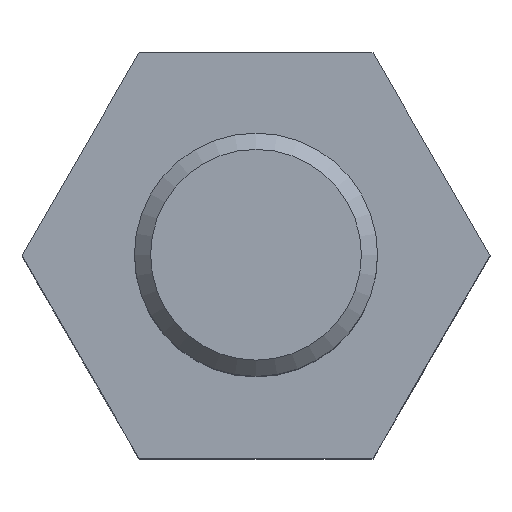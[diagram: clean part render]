
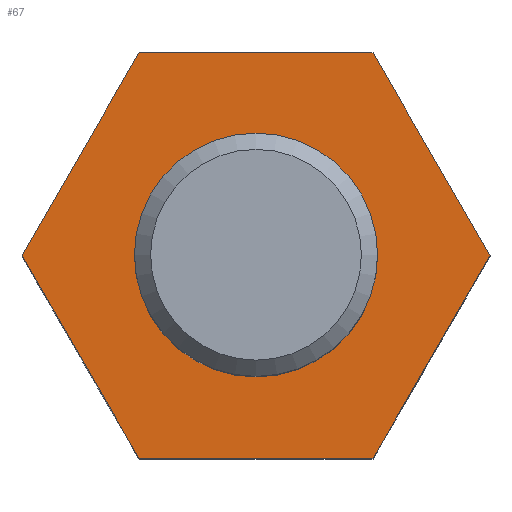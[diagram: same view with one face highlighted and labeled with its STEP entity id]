
A CAD part, top view. The second image highlights one B-rep face of the part: STEP entity #67.
In plain terms, the highlighted planar face has unit normal (0, 0, 1).
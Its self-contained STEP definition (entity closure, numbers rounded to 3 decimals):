
#67 = ADVANCED_FACE( '', ( #147, #148 ), #149, .T. );
#147 = FACE_BOUND( '', #241, .T. );
#148 = FACE_OUTER_BOUND( '', #242, .T. );
#149 = PLANE( '', #243 );
#241 = EDGE_LOOP( '', ( #357 ) );
#242 = EDGE_LOOP( '', ( #358, #359, #360, #361, #362, #363 ) );
#243 = AXIS2_PLACEMENT_3D( '', #364, #365, #366 );
#357 = ORIENTED_EDGE( '', *, *, #512, .T. );
#358 = ORIENTED_EDGE( '', *, *, #486, .T. );
#359 = ORIENTED_EDGE( '', *, *, #513, .T. );
#360 = ORIENTED_EDGE( '', *, *, #514, .T. );
#361 = ORIENTED_EDGE( '', *, *, #515, .T. );
#362 = ORIENTED_EDGE( '', *, *, #516, .T. );
#363 = ORIENTED_EDGE( '', *, *, #517, .T. );
#364 = CARTESIAN_POINT( '', ( 0., 0., 15. ) );
#365 = DIRECTION( '', ( 0., 0., 1. ) );
#366 = DIRECTION( '', ( 1., 0., 0. ) );
#486 = EDGE_CURVE( '', #558, #556, #559, .T. );
#512 = EDGE_CURVE( '', #600, #600, #601, .F. );
#513 = EDGE_CURVE( '', #556, #602, #603, .T. );
#514 = EDGE_CURVE( '', #602, #604, #605, .T. );
#515 = EDGE_CURVE( '', #604, #606, #607, .T. );
#516 = EDGE_CURVE( '', #606, #608, #609, .T. );
#517 = EDGE_CURVE( '', #608, #558, #610, .T. );
#556 = VERTEX_POINT( '', #658 );
#558 = VERTEX_POINT( '', #661 );
#559 = LINE( '', #662, #663 );
#600 = VERTEX_POINT( '', #748 );
#601 = CIRCLE( '', #749, 2.792 );
#602 = VERTEX_POINT( '', #750 );
#603 = LINE( '', #751, #752 );
#604 = VERTEX_POINT( '', #753 );
#605 = LINE( '', #754, #755 );
#606 = VERTEX_POINT( '', #756 );
#607 = LINE( '', #757, #758 );
#608 = VERTEX_POINT( '', #759 );
#609 = LINE( '', #760, #761 );
#610 = LINE( '', #762, #763 );
#658 = CARTESIAN_POINT( '', ( -2.887, 5., 15. ) );
#661 = CARTESIAN_POINT( '', ( 2.887, 5., 15. ) );
#662 = CARTESIAN_POINT( '', ( 2.887, 5., 15. ) );
#663 = VECTOR( '', #832, 1000. );
#748 = CARTESIAN_POINT( '', ( 2.792, 0., 15. ) );
#749 = AXIS2_PLACEMENT_3D( '', #861, #862, #863 );
#750 = CARTESIAN_POINT( '', ( -5.774, 0., 15. ) );
#751 = CARTESIAN_POINT( '', ( -2.887, 5., 15. ) );
#752 = VECTOR( '', #864, 1000. );
#753 = CARTESIAN_POINT( '', ( -2.887, -5., 15. ) );
#754 = CARTESIAN_POINT( '', ( -5.774, 0., 15. ) );
#755 = VECTOR( '', #865, 1000. );
#756 = CARTESIAN_POINT( '', ( 2.887, -5., 15. ) );
#757 = CARTESIAN_POINT( '', ( -2.887, -5., 15. ) );
#758 = VECTOR( '', #866, 1000. );
#759 = CARTESIAN_POINT( '', ( 5.774, 0., 15. ) );
#760 = CARTESIAN_POINT( '', ( 2.887, -5., 15. ) );
#761 = VECTOR( '', #867, 1000. );
#762 = CARTESIAN_POINT( '', ( 5.774, 0., 15. ) );
#763 = VECTOR( '', #868, 1000. );
#832 = DIRECTION( '', ( -1., 0., 0. ) );
#861 = CARTESIAN_POINT( '', ( 0., 0., 15. ) );
#862 = DIRECTION( '', ( 0., 0., 1. ) );
#863 = DIRECTION( '', ( 1., 0., 0. ) );
#864 = DIRECTION( '', ( -0.5, -0.866, 0. ) );
#865 = DIRECTION( '', ( 0.5, -0.866, 0. ) );
#866 = DIRECTION( '', ( 1., 0., 0. ) );
#867 = DIRECTION( '', ( 0.5, 0.866, 0. ) );
#868 = DIRECTION( '', ( -0.5, 0.866, 0. ) );
